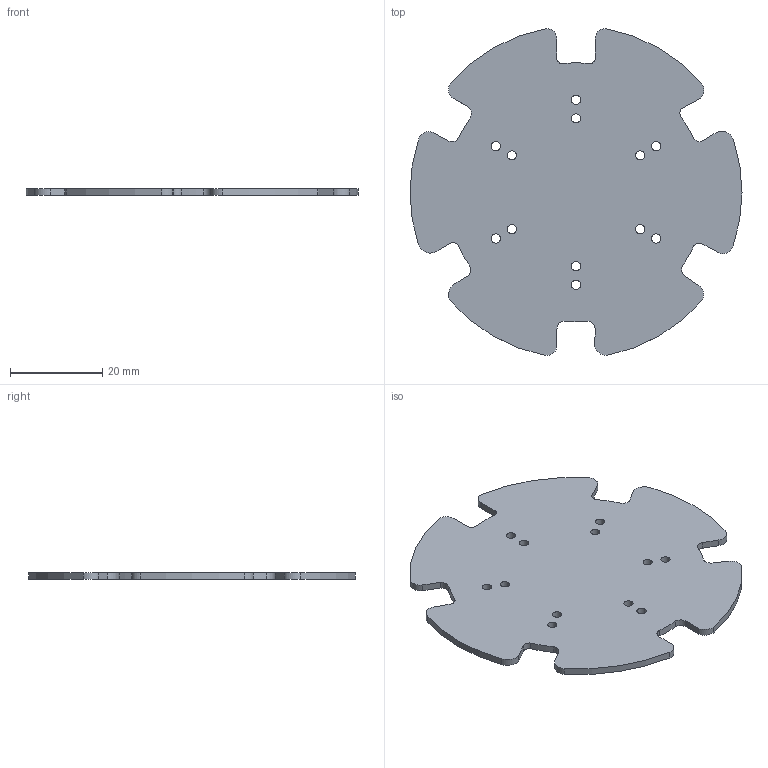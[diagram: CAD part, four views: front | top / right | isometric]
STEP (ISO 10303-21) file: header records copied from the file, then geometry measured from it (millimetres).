
FILE_DESCRIPTION(('KiCad electronic assembly'),'2;1');
FILE_NAME('DashMotor48V.step','2025-12-03T10:25:39',('Pcbnew'),('Kicad') ,'Open CASCADE STEP processor 7.8','KiCad to STEP converter','Unknown' );
FILE_SCHEMA(('AUTOMOTIVE_DESIGN { 1 0 10303 214 1 1 1 1 }'));
Length unit declared in the file: millimetre
Products named in the file (2): DashMotor48V 1; DashMotor48V_PCB
Assembly tree (1 placements, depth 2):
  DashMotor48V 1
    DashMotor48V_PCB
Bounding box: 71.85 x 70.74 x 1.51 mm (x, y, z)
Volume: 5456.1 mm3; surface area: 7785.4 mm2
Topology: 1 solids, 1 shells, 62 faces, 180 edges, 120 vertices
Faces by surface type: cylinder 48, plane 14
Full cylindrical faces by diameter (mm): 2 x12
Entity records: 2185 total; most frequent: DIRECTION 404, CARTESIAN_POINT 364, ORIENTED_EDGE 360, EDGE_CURVE 180, AXIS2_PLACEMENT_3D 160, VERTEX_POINT 120, CIRCLE 96, FACE_BOUND 86
